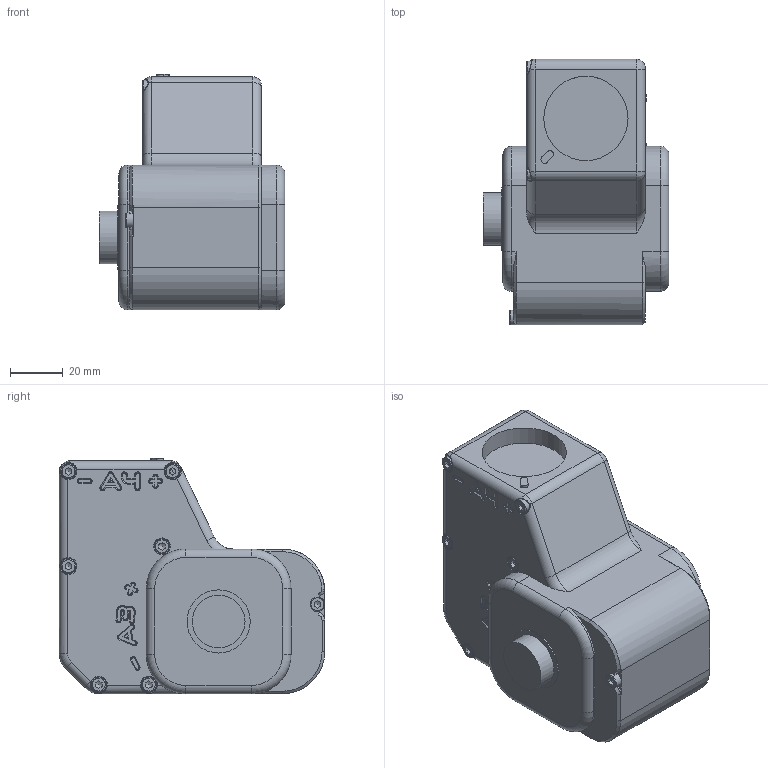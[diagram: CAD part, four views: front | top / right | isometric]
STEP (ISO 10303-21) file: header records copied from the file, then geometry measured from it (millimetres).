
FILE_DESCRIPTION(/* description */ (''),/* implementation_level */ '2;1');
FILE_NAME(/* name */ 'Link 3.stp',/* time_stamp */ '2024-07-16T15:29:52-04:00',/* author */ ('cbernier'),/* organization */ (''),/* preprocessor_version */ 'ST-DEVELOPER v20',/* originating_system */ 'Autodesk Inventor 2024',/* authorisation */ '');
FILE_SCHEMA (('AUTOMOTIVE_DESIGN { 1 0 10303 214 3 1 1 }'));
Length unit declared in the file: inch
Products named in the file (1): Link 3
Bounding box: 70.5 x 100.75 x 89.5 mm (x, y, z)
Volume: 369858.4 mm3; surface area: 35682.7 mm2
Topology: 1 solids, 11 shells, 778 faces, 1920 edges, 1190 vertices
Faces by surface type: plane 400, bspline 215, cylinder 92, torus 44, cone 27
Full cylindrical faces by diameter (mm): 2.464 x4, 3 x9, 3.175 x2, 3.2 x7, 5.5 x9, 6 x8, 7 x4, 7.5 x4, 20 x1, 24 x1, 32 x1
Entity records: 29163 total; most frequent: CARTESIAN_POINT 11517, ORIENTED_EDGE 3806, DIRECTION 2867, EDGE_CURVE 1903, VERTEX_POINT 1190, LINE 1071, VECTOR 1071, AXIS2_PLACEMENT_3D 898
